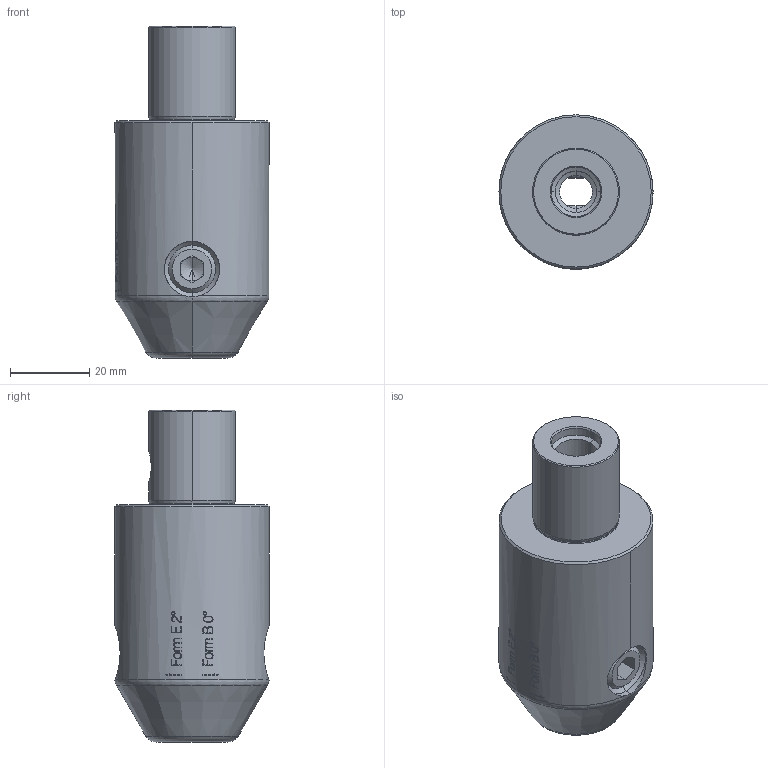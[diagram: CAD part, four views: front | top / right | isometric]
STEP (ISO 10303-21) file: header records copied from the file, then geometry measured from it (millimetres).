
FILE_DESCRIPTION(('no description'),'unknown implementation level');
FILE_NAME('45B5AE55-693E-4652-B565-0BC4D13B0291_export.stp',' ',('CIMSOURCE GmbH'),('CADClick - KiM GmbH - www.kimweb.de'),'unknown preprocess','ACIS','unknown authorization');
FILE_SCHEMA(('automotive_design'));
Length unit declared in the file: millimetre
Products named in the file (3): 335.233 Kaiser CKS4 X D12 B+E|690.480 Kaiser ETL M12 X 14_Standard;NONE; 335.233 Kaiser CKS4 X D12 B+E|335.233 Kaiser CKS4 X D12 B+E_Standard;NONE
Bounding box: 39 x 39 x 84 mm (x, y, z)
Volume: 65480.5 mm3; surface area: 15419.5 mm2
Topology: 3 solids, 3 shells, 320 faces, 815 edges, 518 vertices
Faces by surface type: plane 128, bspline 91, cylinder 51, cone 40, torus 10
Entity records: 23069 total; most frequent: CARTESIAN_POINT 6606, STYLED_ITEM 1648, PRESENTATION_STYLE_ASSIGNMENT 1648, COLOUR_RGB 1648, ORIENTED_EDGE 1614, DIRECTION 1281, EDGE_CURVE 807, CURVE_STYLE 807
